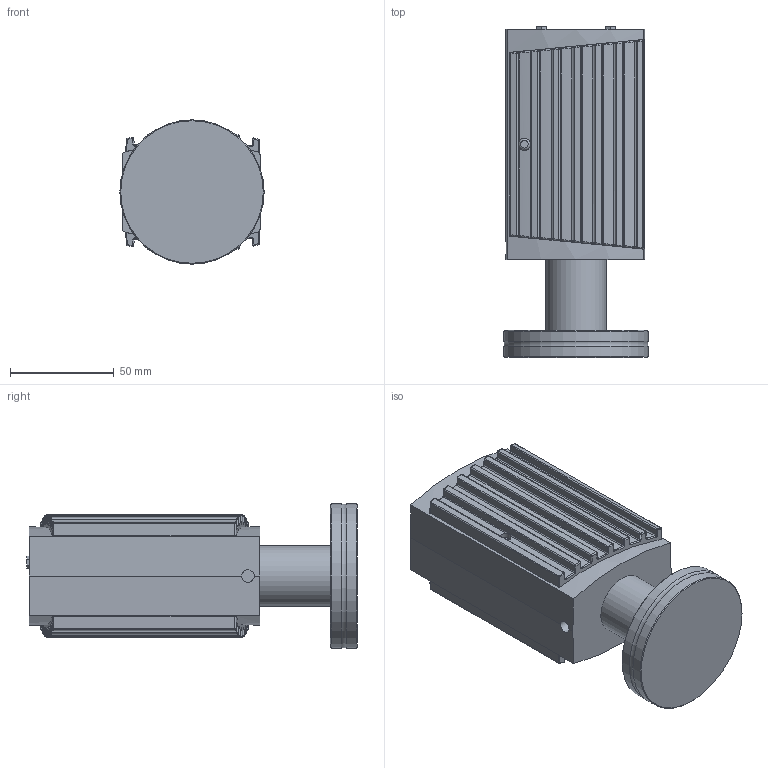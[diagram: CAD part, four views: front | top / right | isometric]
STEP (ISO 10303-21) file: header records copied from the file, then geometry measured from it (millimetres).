
FILE_DESCRIPTION((''),'2;1');
FILE_NAME('BCG450-SE 40CF.stp','2013-07-11T16:49:30',('GELH'),(''),'Autodesk Inventor 2012','Autodesk Inventor 2012','');
FILE_SCHEMA(('AUTOMOTIVE_DESIGN { 1 0 10303 214 1 1 1 1 }'));
Length unit declared in the file: millimetre
Products named in the file (1): BCG450-SE 40CF
Bounding box: 69.5 x 159.5 x 69.5 mm (x, y, z)
Surface area: 70956.8 mm2 (no closed solid volume)
Topology: 0 solids, 15 shells, 343 faces, 1037 edges, 672 vertices
Faces by surface type: cylinder 146, bspline 100, plane 65, sphere 27, torus 3, cone 2
Full cylindrical faces by diameter (mm): 6 x3, 29 x1, 69.5 x2
Entity records: 14358 total; most frequent: CARTESIAN_POINT 4776, DIRECTION 2047, ORIENTED_EDGE 1688, EDGE_CURVE 1019, AXIS2_PLACEMENT_3D 806, VERTEX_POINT 669, VECTOR 435, LINE 435
